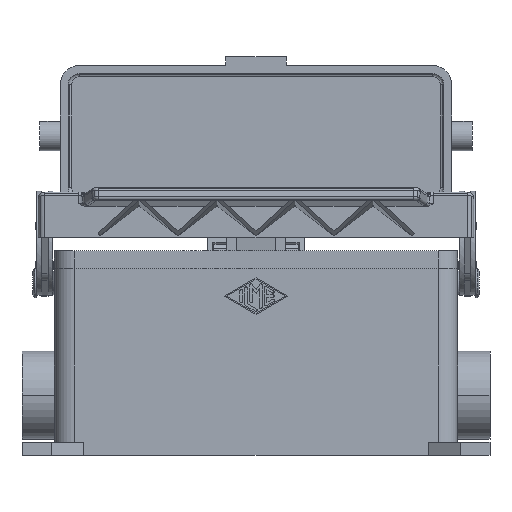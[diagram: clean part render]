
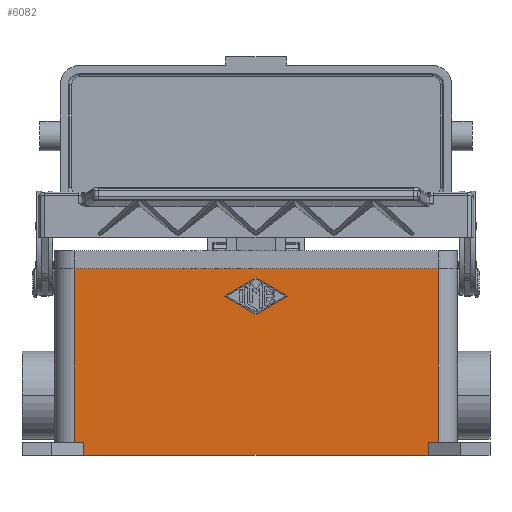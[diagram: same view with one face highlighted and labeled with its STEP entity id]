
A CAD part, front view. The second image highlights one B-rep face of the part: STEP entity #6082.
In plain terms, the highlighted planar face has unit normal (0, -1, 0).
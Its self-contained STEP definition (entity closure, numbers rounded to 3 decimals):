
#5240=CARTESIAN_POINT('',(-9.75,-21.75,15.));
#5241=VERTEX_POINT('',#5240);
#5248=CARTESIAN_POINT('',(0.,-21.75,9.375));
#5249=VERTEX_POINT('',#5248);
#5250=CARTESIAN_POINT('',(0.,-21.75,9.375));
#5251=DIRECTION('',(-0.866,0.0,0.5));
#5252=VECTOR('',#5251,11.256);
#5253=LINE('',#5250,#5252);
#5254=EDGE_CURVE('',#5249,#5241,#5253,.T.);
#5279=CARTESIAN_POINT('',(9.75,-21.75,15.));
#5280=VERTEX_POINT('',#5279);
#5281=CARTESIAN_POINT('',(9.75,-21.75,15.));
#5282=DIRECTION('',(-0.866,0.0,-0.5));
#5283=VECTOR('',#5282,11.256);
#5284=LINE('',#5281,#5283);
#5285=EDGE_CURVE('',#5280,#5249,#5284,.T.);
#5310=CARTESIAN_POINT('',(0.,-21.75,20.625));
#5311=VERTEX_POINT('',#5310);
#5312=CARTESIAN_POINT('',(0.,-21.75,20.625));
#5313=DIRECTION('',(0.866,0.0,-0.5));
#5314=VECTOR('',#5313,11.256);
#5315=LINE('',#5312,#5314);
#5316=EDGE_CURVE('',#5311,#5280,#5315,.T.);
#5339=CARTESIAN_POINT('',(-9.75,-21.75,15.));
#5340=DIRECTION('',(0.866,0.0,0.5));
#5341=VECTOR('',#5340,11.256);
#5342=LINE('',#5339,#5341);
#5343=EDGE_CURVE('',#5241,#5311,#5342,.T.);
#6005=CARTESIAN_POINT('',(53.0,-21.75,-34.0));
#6006=DIRECTION('',(0.0,-1.0,0.0));
#6007=DIRECTION('',(0.0,0.0,-1.0));
#6008=AXIS2_PLACEMENT_3D('',#6005,#6006,#6007);
#6009=PLANE('',#6008);
#6010=CARTESIAN_POINT('',(-53.0,-21.75,-34.0));
#6011=VERTEX_POINT('',#6010);
#6012=CARTESIAN_POINT('',(-53.0,-21.75,-30.));
#6013=VERTEX_POINT('',#6012);
#6014=CARTESIAN_POINT('',(-53.0,-21.75,-34.0));
#6015=DIRECTION('',(0.0,0.0,1.0));
#6016=VECTOR('',#6015,4.);
#6017=LINE('',#6014,#6016);
#6018=EDGE_CURVE('',#6011,#6013,#6017,.T.);
#6019=ORIENTED_EDGE('',*,*,#6018,.F.);
#6020=CARTESIAN_POINT('',(53.0,-21.75,-34.0));
#6021=VERTEX_POINT('',#6020);
#6022=CARTESIAN_POINT('',(53.0,-21.75,-34.0));
#6023=DIRECTION('',(-1.0,0.0,0.0));
#6024=VECTOR('',#6023,106.0);
#6025=LINE('',#6022,#6024);
#6026=EDGE_CURVE('',#6021,#6011,#6025,.T.);
#6027=ORIENTED_EDGE('',*,*,#6026,.F.);
#6028=CARTESIAN_POINT('',(53.0,-21.75,-30.));
#6029=VERTEX_POINT('',#6028);
#6030=CARTESIAN_POINT('',(53.0,-21.75,-34.0));
#6031=DIRECTION('',(0.0,0.0,1.0));
#6032=VECTOR('',#6031,4.);
#6033=LINE('',#6030,#6032);
#6034=EDGE_CURVE('',#6021,#6029,#6033,.T.);
#6035=ORIENTED_EDGE('',*,*,#6034,.T.);
#6036=CARTESIAN_POINT('',(56.0,-21.75,-30.));
#6037=VERTEX_POINT('',#6036);
#6038=CARTESIAN_POINT('',(56.0,-21.75,-30.));
#6039=DIRECTION('',(-1.0,0.0,0.0));
#6040=VECTOR('',#6039,3.0);
#6041=LINE('',#6038,#6040);
#6042=EDGE_CURVE('',#6037,#6029,#6041,.T.);
#6043=ORIENTED_EDGE('',*,*,#6042,.F.);
#6044=CARTESIAN_POINT('',(56.0,-21.75,23.5));
#6045=VERTEX_POINT('',#6044);
#6046=CARTESIAN_POINT('',(56.0,-21.75,-30.));
#6047=DIRECTION('',(0.0,0.0,1.0));
#6048=VECTOR('',#6047,53.5);
#6049=LINE('',#6046,#6048);
#6050=EDGE_CURVE('',#6037,#6045,#6049,.T.);
#6051=ORIENTED_EDGE('',*,*,#6050,.T.);
#6052=CARTESIAN_POINT('',(-56.0,-21.75,23.5));
#6053=VERTEX_POINT('',#6052);
#6054=CARTESIAN_POINT('',(56.0,-21.75,23.5));
#6055=DIRECTION('',(-1.0,0.0,0.0));
#6056=VECTOR('',#6055,112.0);
#6057=LINE('',#6054,#6056);
#6058=EDGE_CURVE('',#6045,#6053,#6057,.T.);
#6059=ORIENTED_EDGE('',*,*,#6058,.T.);
#6060=CARTESIAN_POINT('',(-56.0,-21.75,-30.));
#6061=VERTEX_POINT('',#6060);
#6062=CARTESIAN_POINT('',(-56.0,-21.75,-30.));
#6063=DIRECTION('',(0.0,0.0,1.0));
#6064=VECTOR('',#6063,53.5);
#6065=LINE('',#6062,#6064);
#6066=EDGE_CURVE('',#6061,#6053,#6065,.T.);
#6067=ORIENTED_EDGE('',*,*,#6066,.F.);
#6068=CARTESIAN_POINT('',(-53.0,-21.75,-30.));
#6069=DIRECTION('',(-1.0,0.0,0.0));
#6070=VECTOR('',#6069,3.0);
#6071=LINE('',#6068,#6070);
#6072=EDGE_CURVE('',#6013,#6061,#6071,.T.);
#6073=ORIENTED_EDGE('',*,*,#6072,.F.);
#6074=EDGE_LOOP('',(#6019,#6027,#6035,#6043,#6051,#6059,#6067,#6073));
#6075=FACE_OUTER_BOUND('',#6074,.T.);
#6076=ORIENTED_EDGE('',*,*,#5254,.T.);
#6077=ORIENTED_EDGE('',*,*,#5343,.T.);
#6078=ORIENTED_EDGE('',*,*,#5316,.T.);
#6079=ORIENTED_EDGE('',*,*,#5285,.T.);
#6080=EDGE_LOOP('',(#6076,#6077,#6078,#6079));
#6081=FACE_BOUND('',#6080,.T.);
#6082=ADVANCED_FACE('',(#6075,#6081),#6009,.T.);
